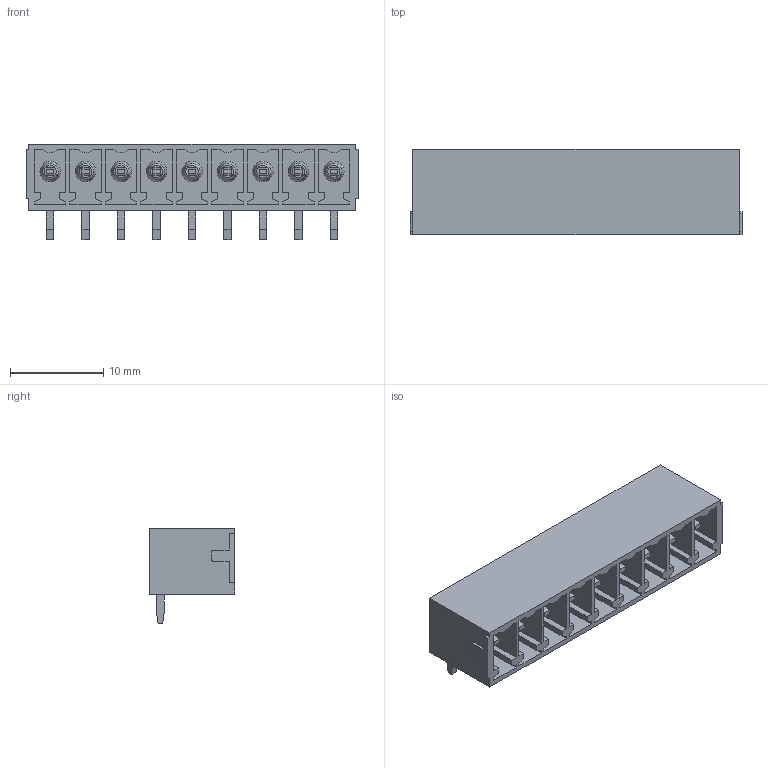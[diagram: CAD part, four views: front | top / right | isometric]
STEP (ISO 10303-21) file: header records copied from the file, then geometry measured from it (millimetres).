
FILE_DESCRIPTION(('CATIA V5 STEP Exchange','CAx-IF Rec.Pracs.--- Model Styling and Organization---1.2---2011-12-15'),'2;1');
FILE_NAME ('D1447414_0', '2018-10-12T04:14:19+00:00', ('none'), ('Weidmueller'), 'CATIA Version 5-6 Release 2014', 'CATIA V5 STEP AP214', 'none');
FILE_SCHEMA(('AUTOMOTIVE_DESIGN { 1 0 10303 214 1 1 1 1 }'));
Length unit declared in the file: millimetre
Products named in the file (1): 1037570000
Bounding box: 35.68 x 9.2 x 10.3 mm (x, y, z)
Volume: 987.3 mm3; surface area: 3363.4 mm2
Topology: 10 solids, 10 shells, 601 faces, 1671 edges, 1108 vertices
Faces by surface type: plane 530, cylinder 35, cone 18, torus 18
Entity records: 17742 total; most frequent: ORIENTED_EDGE 3342, CARTESIAN_POINT 3158, DIRECTION 2427, EDGE_CURVE 1671, VECTOR 1529, LINE 1529, VERTEX_POINT 1108, EDGE_LOOP 637
